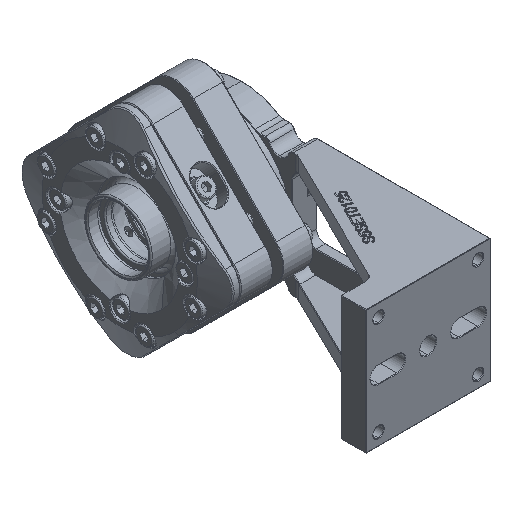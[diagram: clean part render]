
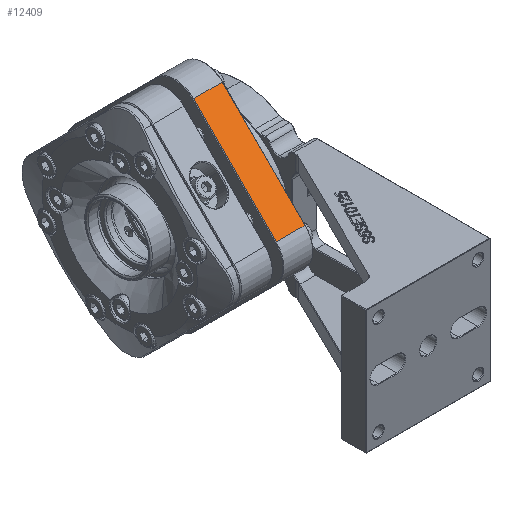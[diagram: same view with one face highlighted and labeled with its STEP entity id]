
A CAD part, isometric view. The second image highlights one B-rep face of the part: STEP entity #12409.
In plain terms, the highlighted planar face has unit normal (0, -0.707, 0.707).
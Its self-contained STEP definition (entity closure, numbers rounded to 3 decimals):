
#147 = CARTESIAN_POINT ( 'NONE',  ( -5.2, -7.425, 40.659 ) ) ;
#168 = CARTESIAN_POINT ( 'NONE',  ( -16.8, -40.659, 7.425 ) ) ;
#203 = CARTESIAN_POINT ( 'NONE',  ( -16.8, -7.425, 40.659 ) ) ;
#213 = CARTESIAN_POINT ( 'NONE',  ( -5.2, -40.659, 7.425 ) ) ;
#7310 = CARTESIAN_POINT ( 'NONE',  ( -16.8, -40.659, 7.425 ) ) ;
#7311 = DIRECTION ( 'NONE',  ( 0., -0.707, -0.707 ) ) ;
#7396 = CARTESIAN_POINT ( 'NONE',  ( 3., -40.659, 7.425 ) ) ;
#7397 = DIRECTION ( 'NONE',  ( -1., 0., 0. ) ) ;
#7401 = CARTESIAN_POINT ( 'NONE',  ( -5.2, -7.425, 40.659 ) ) ;
#7402 = DIRECTION ( 'NONE',  ( 0., 0.707, 0.707 ) ) ;
#7405 = CARTESIAN_POINT ( 'NONE',  ( 3., -7.425, 40.659 ) ) ;
#7406 = DIRECTION ( 'NONE',  ( -1., 0., 0. ) ) ;
#10142 = VERTEX_POINT ( 'NONE', #147 ) ;
#10163 = VERTEX_POINT ( 'NONE', #168 ) ;
#10198 = VERTEX_POINT ( 'NONE', #203 ) ;
#10208 = VERTEX_POINT ( 'NONE', #213 ) ;
#10747 = LINE ( 'NONE', #7310, #10752 ) ;
#10752 = VECTOR ( 'NONE', #7311, 1000. ) ;
#10806 = LINE ( 'NONE', #7396, #10808 ) ;
#10807 = VECTOR ( 'NONE', #7406, 1000. ) ;
#10808 = VECTOR ( 'NONE', #7397, 1000. ) ;
#10809 = LINE ( 'NONE', #7401, #10814 ) ;
#10814 = VECTOR ( 'NONE', #7402, 1000. ) ;
#10815 = LINE ( 'NONE', #7405, #10807 ) ;
#12409 = ADVANCED_FACE ( 'NONE', ( #33022 ), #19866, .T. ) ;
#12682 = EDGE_CURVE ( 'NONE', #10198, #10163, #10747, .T. ) ;
#12714 = EDGE_CURVE ( 'NONE', #10208, #10163, #10806, .T. ) ;
#12716 = EDGE_CURVE ( 'NONE', #10208, #10142, #10809, .T. ) ;
#12718 = EDGE_CURVE ( 'NONE', #10142, #10198, #10815, .T. ) ;
#14546 = AXIS2_PLACEMENT_3D ( 'NONE', #19880, #19881, #19882 ) ;
#15687 = EDGE_LOOP ( 'NONE', ( #34611, #34567, #34444, #34720 ) ) ;
#19866 = PLANE ( 'NONE',  #14546 ) ;
#19880 = CARTESIAN_POINT ( 'NONE',  ( 3., -7.425, 40.659 ) ) ;
#19881 = DIRECTION ( 'NONE',  ( 0., -0.707, 0.707 ) ) ;
#19882 = DIRECTION ( 'NONE',  ( 0., -0.707, -0.707 ) ) ;
#33022 = FACE_OUTER_BOUND ( 'NONE', #15687, .T. ) ;
#34444 = ORIENTED_EDGE ( 'NONE', *, *, #12718, .T. ) ;
#34567 = ORIENTED_EDGE ( 'NONE', *, *, #12716, .T. ) ;
#34611 = ORIENTED_EDGE ( 'NONE', *, *, #12714, .F. ) ;
#34720 = ORIENTED_EDGE ( 'NONE', *, *, #12682, .T. ) ;
